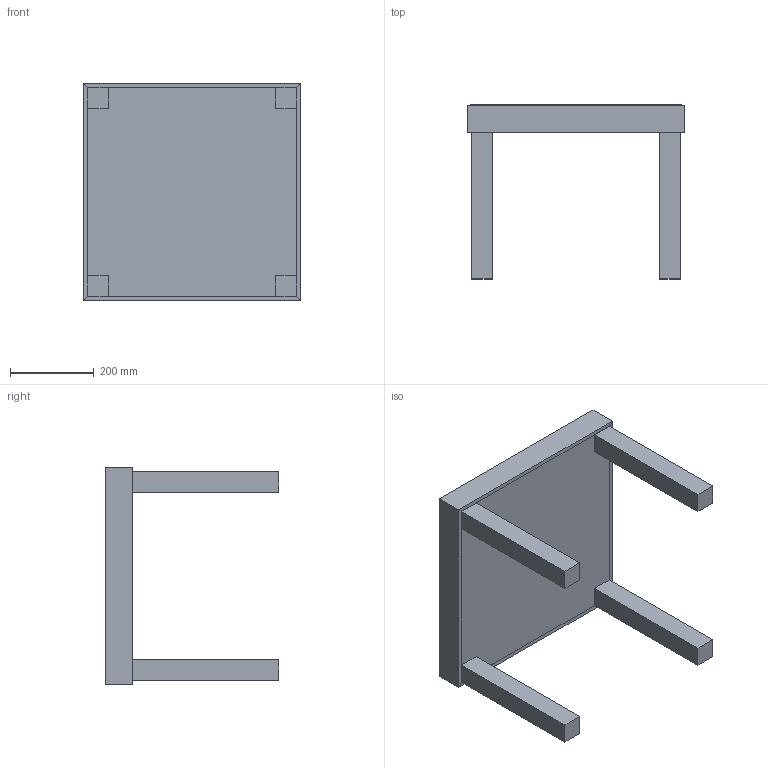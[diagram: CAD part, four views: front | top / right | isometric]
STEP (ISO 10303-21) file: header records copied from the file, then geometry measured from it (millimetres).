
FILE_DESCRIPTION (( 'STEP AP214' ), '1' );
FILE_NAME ('Arbalet_ASM.STEP', '2015-10-31T08:33:16', ( '' ), ( '' ), 'SwSTEP 2.0', 'SolidWorks 2015', '' );
FILE_SCHEMA (( 'AUTOMOTIVE_DESIGN' ));
Length unit declared in the file: millimetre
Products named in the file (14): Arbalet_GRID_11; Arbalet_GRID_14; Arbalet_UPPER_TRAY_Frame; Arbalet_UPPER_TRAY_Glass; Arbalet_ASM; Arbalet_ELECTRONIC_Tape; Arbalet_TABLE_ASM; Arbalet_TABLE_LEG; Arbalet_TABLE_Tray; Arbalet_ELECTRONIC_STRIP; Arbalet_UPPER_TRAY_ASM; Arbalet_GRID_ASM; Arbalet_GRID_Diffuser; Arbalet_GRID_COVER
Assembly tree (61 placements, depth 4):
  Arbalet_ASM
    Arbalet_UPPER_TRAY_ASM
      Arbalet_UPPER_TRAY_Glass
      Arbalet_UPPER_TRAY_Frame  x4
      Arbalet_GRID_ASM
        Arbalet_GRID_14  x11
        Arbalet_GRID_11  x14
        Arbalet_GRID_COVER  x2
        Arbalet_GRID_Diffuser
    Arbalet_ELECTRONIC_STRIP  x10
    Arbalet_TABLE_ASM
      Arbalet_TABLE_Tray
      Arbalet_TABLE_LEG  x4
    Arbalet_ELECTRONIC_Tape  x10
Bounding box: 520 x 416 x 520 mm (x, y, z)
Volume: 15330372 mm3; surface area: 3183454.1 mm2
Topology: 58 solids, 58 shells, 2338 faces, 6216 edges, 4144 vertices
Faces by surface type: plane 2338
Entity records: 8901 total; most frequent: CARTESIAN_POINT 1314, DIRECTION 1214, ORIENTED_EDGE 1212, EDGE_CURVE 606, VECTOR 606, LINE 606, VERTEX_POINT 404, AXIS2_PLACEMENT_3D 304
